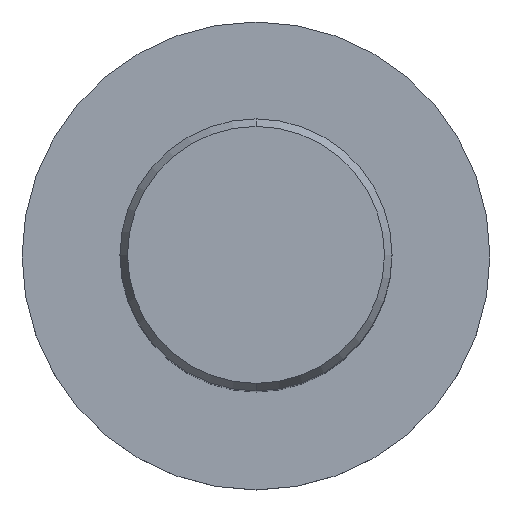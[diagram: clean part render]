
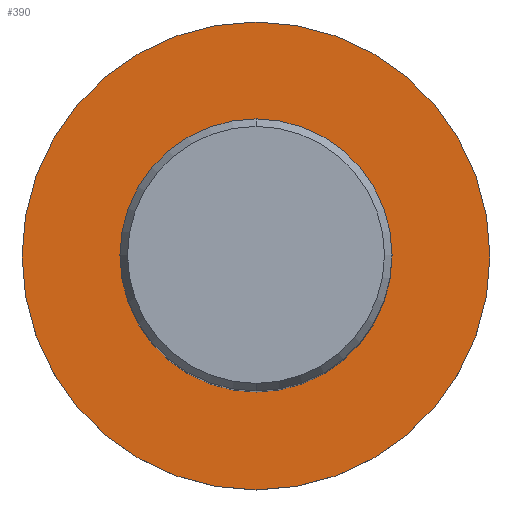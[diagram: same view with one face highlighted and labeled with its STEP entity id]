
A CAD part, top view. The second image highlights one B-rep face of the part: STEP entity #390.
In plain terms, the highlighted planar face has unit normal (0, 0, 1).
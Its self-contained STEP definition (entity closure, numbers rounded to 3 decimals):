
#222=EDGE_CURVE('',#500,#308,#558,.T.);
#248=EDGE_CURVE('',#308,#500,#586,.T.);
#286=EDGE_CURVE('',#456,#404,#625,.T.);
#308=VERTEX_POINT('',#648);
#350=EDGE_CURVE('',#404,#456,#694,.T.);
#390=ADVANCED_FACE('',(#739,#740),#741,.T.);
#404=VERTEX_POINT('',#755);
#456=VERTEX_POINT('',#814);
#500=VERTEX_POINT('',#863);
#558=CIRCLE('',#976,21.5);
#586=CIRCLE('',#1014,21.5);
#625=CIRCLE('',#1145,12.5);
#648=CARTESIAN_POINT('',(0.0,21.5,-56.0));
#694=CIRCLE('',#1239,12.5);
#739=FACE_BOUND('',#1295,.T.);
#740=FACE_OUTER_BOUND('',#1296,.T.);
#741=PLANE('',#1297);
#755=CARTESIAN_POINT('',(0.,-12.5,-56.0));
#814=CARTESIAN_POINT('',(0.0,12.5,-56.0));
#863=CARTESIAN_POINT('',(0.,-21.5,-56.0));
#976=AXIS2_PLACEMENT_3D('',#1615,#1616,#1617);
#1014=AXIS2_PLACEMENT_3D('',#1645,#1646,#1647);
#1145=AXIS2_PLACEMENT_3D('',#1664,#1665,#1666);
#1239=AXIS2_PLACEMENT_3D('',#1753,#1754,#1755);
#1295=EDGE_LOOP('',(#1816,#1817));
#1296=EDGE_LOOP('',(#1818,#1819));
#1297=AXIS2_PLACEMENT_3D('',#1820,#1821,#1822);
#1615=CARTESIAN_POINT('',(0.0,0.0,-56.0));
#1616=DIRECTION('',(0.0,0.0,-1.0));
#1617=DIRECTION('',(0.0,1.0,0.0));
#1645=CARTESIAN_POINT('',(0.0,0.0,-56.0));
#1646=DIRECTION('',(0.0,0.0,-1.0));
#1647=DIRECTION('',(0.0,1.0,0.0));
#1664=CARTESIAN_POINT('',(0.0,0.0,-56.0));
#1665=DIRECTION('',(-0.0,0.0,-1.0));
#1666=DIRECTION('',(0.0,1.0,0.0));
#1753=CARTESIAN_POINT('',(0.0,0.0,-56.0));
#1754=DIRECTION('',(-0.0,0.0,-1.0));
#1755=DIRECTION('',(0.0,1.0,0.0));
#1816=ORIENTED_EDGE('',*,*,#286,.T.);
#1817=ORIENTED_EDGE('',*,*,#350,.T.);
#1818=ORIENTED_EDGE('',*,*,#248,.F.);
#1819=ORIENTED_EDGE('',*,*,#222,.F.);
#1820=CARTESIAN_POINT('',(0.0,10.75,-56.0));
#1821=DIRECTION('',(-0.0,0.0,1.0));
#1822=DIRECTION('',(0.0,-1.0,0.0));
